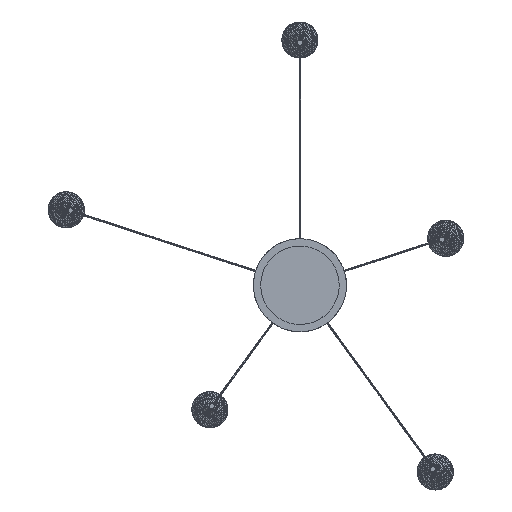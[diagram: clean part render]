
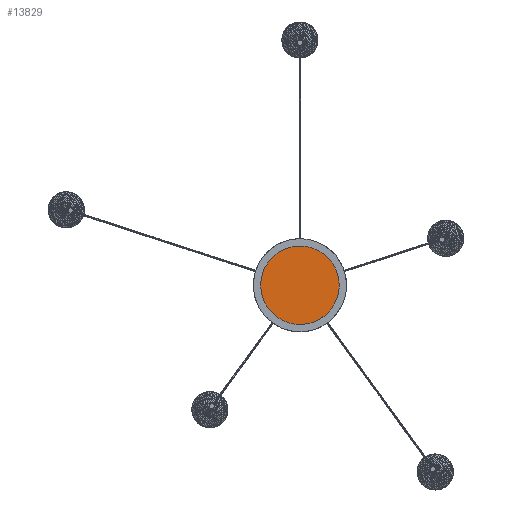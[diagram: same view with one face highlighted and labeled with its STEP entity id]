
A CAD part, top view. The second image highlights one B-rep face of the part: STEP entity #13829.
In plain terms, the highlighted planar face has unit normal (0, 0, 1).
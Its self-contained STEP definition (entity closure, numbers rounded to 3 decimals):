
#13829=ADVANCED_FACE('',(#14984),#28848,.T.);
#14984=FACE_OUTER_BOUND('',#16155,.T.);
#16155=EDGE_LOOP('',(#19530,#19531));
#19530=ORIENTED_EDGE('',*,*,#23239,.F.);
#19531=ORIENTED_EDGE('',*,*,#23229,.F.);
#23229=EDGE_CURVE('',#27723,#27729,#25442,.T.);
#23239=EDGE_CURVE('',#27729,#27723,#25451,.T.);
#25442=(
BOUNDED_CURVE()
B_SPLINE_CURVE(2,(#146283,#146284,#146285,#146286,#146287),
 .UNSPECIFIED.,.F.,.F.)
B_SPLINE_CURVE_WITH_KNOTS((3,2,3),(0.,199.962,399.925),
 .UNSPECIFIED.)
CURVE()
GEOMETRIC_REPRESENTATION_ITEM()
RATIONAL_B_SPLINE_CURVE((1.,0.707,1.,0.707,1.))
REPRESENTATION_ITEM('')
);
#25451=(
BOUNDED_CURVE()
B_SPLINE_CURVE(2,(#146318,#146319,#146320,#146321,#146322),
 .UNSPECIFIED.,.F.,.F.)
B_SPLINE_CURVE_WITH_KNOTS((3,2,3),(399.925,599.887,799.85),
 .UNSPECIFIED.)
CURVE()
GEOMETRIC_REPRESENTATION_ITEM()
RATIONAL_B_SPLINE_CURVE((1.,0.707,1.,0.707,1.))
REPRESENTATION_ITEM('')
);
#27723=VERTEX_POINT('',#146074);
#27729=VERTEX_POINT('',#146080);
#28848=PLANE('',#29786);
#29786=AXIS2_PLACEMENT_3D('',#145982,#30083,$);
#30083=DIRECTION('',(0.,0.,1.));
#145982=CARTESIAN_POINT('',(-159.125,159.125,490.3));
#146074=CARTESIAN_POINT('',(-126.603,13.306,490.3));
#146080=CARTESIAN_POINT('',(126.603,-13.306,490.3));
#146283=CARTESIAN_POINT('',(-126.603,13.306,490.3));
#146284=CARTESIAN_POINT('',(-113.296,139.909,490.3));
#146285=CARTESIAN_POINT('',(13.306,126.603,490.3));
#146286=CARTESIAN_POINT('',(139.909,113.296,490.3));
#146287=CARTESIAN_POINT('',(126.603,-13.306,490.3));
#146318=CARTESIAN_POINT('',(126.603,-13.306,490.3));
#146319=CARTESIAN_POINT('',(113.296,-139.909,490.3));
#146320=CARTESIAN_POINT('',(-13.306,-126.603,490.3));
#146321=CARTESIAN_POINT('',(-139.909,-113.296,490.3));
#146322=CARTESIAN_POINT('',(-126.603,13.306,490.3));
